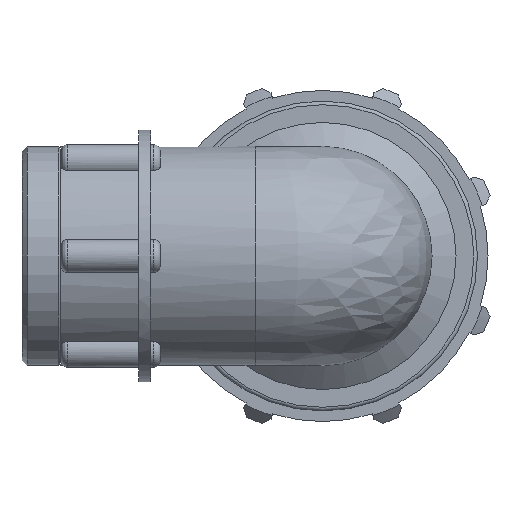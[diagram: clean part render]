
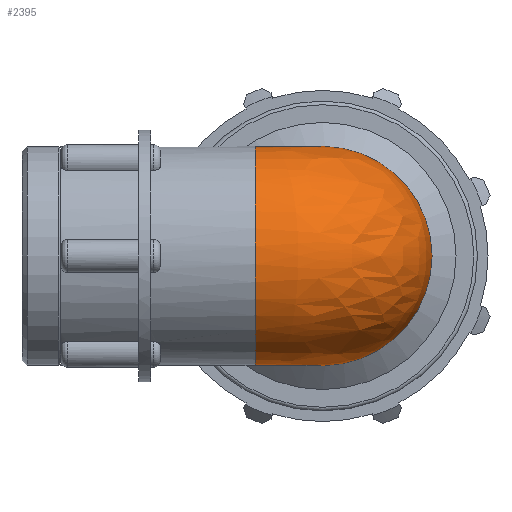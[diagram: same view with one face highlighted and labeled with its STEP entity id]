
A CAD part, left-side view. The second image highlights one B-rep face of the part: STEP entity #2395.
In plain terms, the highlighted free-form (B-spline) face has degree [2, 2] with [7, 3] control points.
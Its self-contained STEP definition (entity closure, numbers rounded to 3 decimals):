
#63=(
BOUNDED_SURFACE()
B_SPLINE_SURFACE(2,2,((#4094,#4095,#4096),(#4097,#4098,#4099),(#4100,#4101,
#4102),(#4103,#4104,#4105),(#4106,#4107,#4108),(#4109,#4110,#4111),(#4112,
#4113,#4114)),.UNSPECIFIED.,.F.,.F.,.F.)
B_SPLINE_SURFACE_WITH_KNOTS((3,2,2,3),(3,3),(-2.234,-0.745,
0.745,2.234),(-3.142,-1.571),
 .UNSPECIFIED.)
GEOMETRIC_REPRESENTATION_ITEM()
RATIONAL_B_SPLINE_SURFACE(((1.,0.707,1.),(0.735,
0.52,0.735),(1.,0.707,1.),(0.735,
0.52,0.735),(1.,0.707,1.),(0.735,
0.52,0.735),(1.,0.707,1.)))
REPRESENTATION_ITEM('')
SURFACE()
);
#499=FACE_OUTER_BOUND('',#640,.T.);
#640=EDGE_LOOP('',(#1766,#1767));
#826=CIRCLE('',#2596,19.689);
#843=CIRCLE('',#2626,19.689);
#1025=VERTEX_POINT('',#4028);
#1026=VERTEX_POINT('',#4030);
#1289=EDGE_CURVE('',#1026,#1025,#826,.T.);
#1309=EDGE_CURVE('',#1026,#1025,#843,.T.);
#1766=ORIENTED_EDGE('',*,*,#1289,.T.);
#1767=ORIENTED_EDGE('',*,*,#1309,.F.);
#2395=ADVANCED_FACE('',(#499),#63,.F.);
#2596=AXIS2_PLACEMENT_3D('',#4031,#3030,#3031);
#2626=AXIS2_PLACEMENT_3D('',#4065,#3090,#3091);
#3030=DIRECTION('center_axis',(0.,-1.,0.));
#3031=DIRECTION('ref_axis',(-1.,0.,0.));
#3090=DIRECTION('center_axis',(1.,0.,0.));
#3091=DIRECTION('ref_axis',(0.,-1.,0.));
#4028=CARTESIAN_POINT('',(12.116,12.116,-15.52));
#4030=CARTESIAN_POINT('',(12.116,12.116,15.52));
#4031=CARTESIAN_POINT('Origin',(0.,12.116,0.));
#4065=CARTESIAN_POINT('Origin',(12.116,0.,0.));
#4094=CARTESIAN_POINT('Ctrl Pts',(12.116,12.116,-15.52));
#4095=CARTESIAN_POINT('Ctrl Pts',(12.116,12.116,-15.52));
#4096=CARTESIAN_POINT('Ctrl Pts',(12.116,12.116,-15.52));
#4097=CARTESIAN_POINT('Ctrl Pts',(-2.185,12.116,-26.685));
#4098=CARTESIAN_POINT('Ctrl Pts',(-2.185,-2.185,-26.685));
#4099=CARTESIAN_POINT('Ctrl Pts',(12.116,-2.185,-26.685));
#4100=CARTESIAN_POINT('Ctrl Pts',(-14.479,12.116,-13.342));
#4101=CARTESIAN_POINT('Ctrl Pts',(-14.479,-14.479,-13.342));
#4102=CARTESIAN_POINT('Ctrl Pts',(12.116,-14.479,-13.342));
#4103=CARTESIAN_POINT('Ctrl Pts',(-26.774,12.116,0.));
#4104=CARTESIAN_POINT('Ctrl Pts',(-26.774,-26.774,0.));
#4105=CARTESIAN_POINT('Ctrl Pts',(12.116,-26.774,0.));
#4106=CARTESIAN_POINT('Ctrl Pts',(-14.479,12.116,13.342));
#4107=CARTESIAN_POINT('Ctrl Pts',(-14.479,-14.479,13.342));
#4108=CARTESIAN_POINT('Ctrl Pts',(12.116,-14.479,13.342));
#4109=CARTESIAN_POINT('Ctrl Pts',(-2.185,12.116,26.685));
#4110=CARTESIAN_POINT('Ctrl Pts',(-2.185,-2.185,26.685));
#4111=CARTESIAN_POINT('Ctrl Pts',(12.116,-2.185,26.685));
#4112=CARTESIAN_POINT('Ctrl Pts',(12.116,12.116,15.52));
#4113=CARTESIAN_POINT('Ctrl Pts',(12.116,12.116,15.52));
#4114=CARTESIAN_POINT('Ctrl Pts',(12.116,12.116,15.52));
